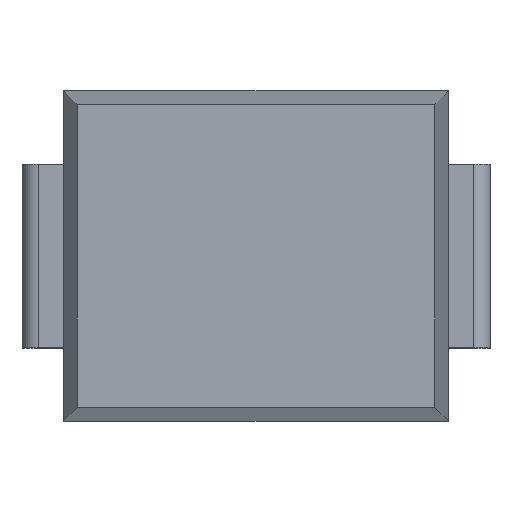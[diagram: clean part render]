
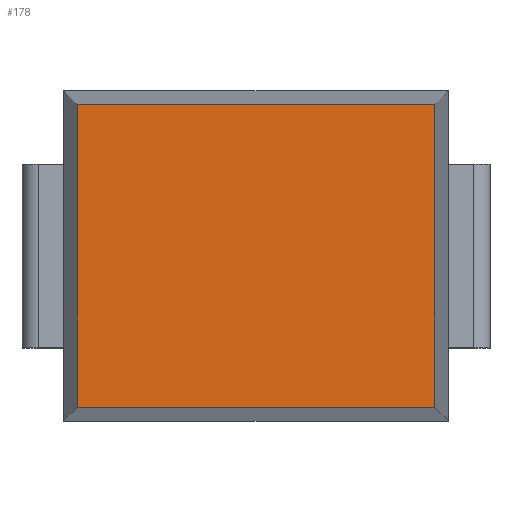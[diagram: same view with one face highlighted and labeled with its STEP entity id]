
A CAD part, top view. The second image highlights one B-rep face of the part: STEP entity #178.
In plain terms, the highlighted planar face has unit normal (0, 0, 1).
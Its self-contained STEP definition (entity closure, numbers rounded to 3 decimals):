
#19 = ORIENTED_EDGE ( 'NONE', *, *, #375, .T. ) ;
#41 = ORIENTED_EDGE ( 'NONE', *, *, #549, .T. ) ;
#53 = AXIS2_PLACEMENT_3D ( 'NONE', #1180, #265, #250 ) ;
#57 = CARTESIAN_POINT ( 'NONE',  ( 2.137, -1.812, 2.85 ) ) ;
#62 = DIRECTION ( 'NONE',  ( 1., 0., 0. ) ) ;
#70 = FACE_OUTER_BOUND ( 'NONE', #874, .T. ) ;
#122 = VERTEX_POINT ( 'NONE', #755 ) ;
#178 = ADVANCED_FACE ( 'NONE', ( #70 ), #465, .T. ) ;
#182 = DIRECTION ( 'NONE',  ( 0., -1., 0. ) ) ;
#250 = DIRECTION ( 'NONE',  ( 1., 0., 0. ) ) ;
#265 = DIRECTION ( 'NONE',  ( 0., 0., 1. ) ) ;
#283 = LINE ( 'NONE', #561, #1191 ) ;
#365 = VECTOR ( 'NONE', #182, 1000. ) ;
#375 = EDGE_CURVE ( 'NONE', #122, #1134, #523, .T. ) ;
#400 = ORIENTED_EDGE ( 'NONE', *, *, #1221, .T. ) ;
#429 = ORIENTED_EDGE ( 'NONE', *, *, #456, .T. ) ;
#456 = EDGE_CURVE ( 'NONE', #602, #841, #1083, .T. ) ;
#465 = PLANE ( 'NONE',  #53 ) ;
#523 = LINE ( 'NONE', #940, #1019 ) ;
#549 = EDGE_CURVE ( 'NONE', #1134, #602, #1201, .T. ) ;
#561 = CARTESIAN_POINT ( 'NONE',  ( 2.137, 1.975, 2.85 ) ) ;
#592 = CARTESIAN_POINT ( 'NONE',  ( -2.137, -1.812, 2.85 ) ) ;
#602 = VERTEX_POINT ( 'NONE', #592 ) ;
#755 = CARTESIAN_POINT ( 'NONE',  ( 2.137, 1.812, 2.85 ) ) ;
#757 = DIRECTION ( 'NONE',  ( -1., 0., 0. ) ) ;
#784 = DIRECTION ( 'NONE',  ( 0., 1., 0. ) ) ;
#841 = VERTEX_POINT ( 'NONE', #57 ) ;
#865 = CARTESIAN_POINT ( 'NONE',  ( -2.137, 1.812, 2.85 ) ) ;
#874 = EDGE_LOOP ( 'NONE', ( #400, #19, #41, #429 ) ) ;
#899 = VECTOR ( 'NONE', #62, 1000. ) ;
#940 = CARTESIAN_POINT ( 'NONE',  ( -2.3, 1.812, 2.85 ) ) ;
#1019 = VECTOR ( 'NONE', #757, 1000. ) ;
#1065 = CARTESIAN_POINT ( 'NONE',  ( 2.3, -1.812, 2.85 ) ) ;
#1083 = LINE ( 'NONE', #1065, #899 ) ;
#1106 = CARTESIAN_POINT ( 'NONE',  ( -2.137, -1.975, 2.85 ) ) ;
#1134 = VERTEX_POINT ( 'NONE', #865 ) ;
#1180 = CARTESIAN_POINT ( 'NONE',  ( 0., 0., 2.85 ) ) ;
#1191 = VECTOR ( 'NONE', #784, 1000. ) ;
#1201 = LINE ( 'NONE', #1106, #365 ) ;
#1221 = EDGE_CURVE ( 'NONE', #841, #122, #283, .T. ) ;
